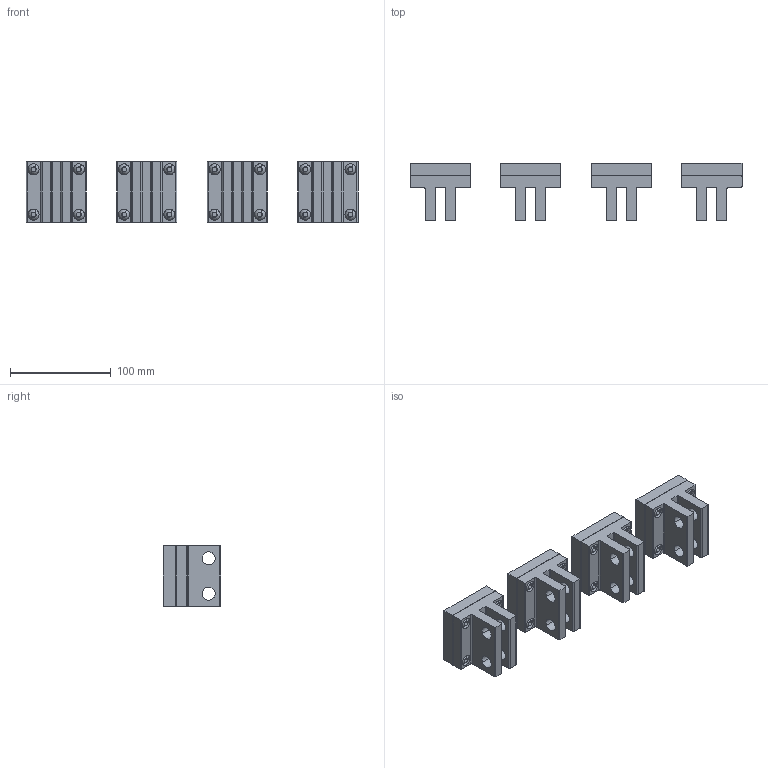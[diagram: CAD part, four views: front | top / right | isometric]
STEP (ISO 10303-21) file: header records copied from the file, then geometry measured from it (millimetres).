
FILE_DESCRIPTION(('CATIA V5 STEP Exchange'),'2;1');
FILE_NAME('1SDH001252R0143_1PA_001_01_E2.2_IV_F_TERMINALS_VR_UPPER_2500A.stp','2014-03-07T07:59:19+00:00',('none'),('none'),'CATIA Version 5 Release 20 SP 1 (IN-10)','CATIA V5 STEP AP214','none');
FILE_SCHEMA(('AUTOMOTIVE_DESIGN { 1 0 10303 214 1 1 1 1 }'));
Length unit declared in the file: millimetre
Products named in the file (1): 1SDH001252R0143_1PA_001_01_E2.2_IV_F_TERMINALS_VR_UPPER_2500A
Bounding box: 330 x 57 x 60 mm (x, y, z)
Volume: 464937.2 mm3; surface area: 139914.8 mm2
Topology: 24 solids, 24 shells, 640 faces, 1520 edges, 992 vertices
Faces by surface type: cylinder 304, plane 272, revolution 32, torus 32
Entity records: 17730 total; most frequent: CARTESIAN_POINT 3269, ORIENTED_EDGE 3040, DIRECTION 2392, EDGE_CURVE 1520, AXIS2_PLACEMENT_3D 1141, VERTEX_POINT 992, EDGE_LOOP 832, VECTOR 784
